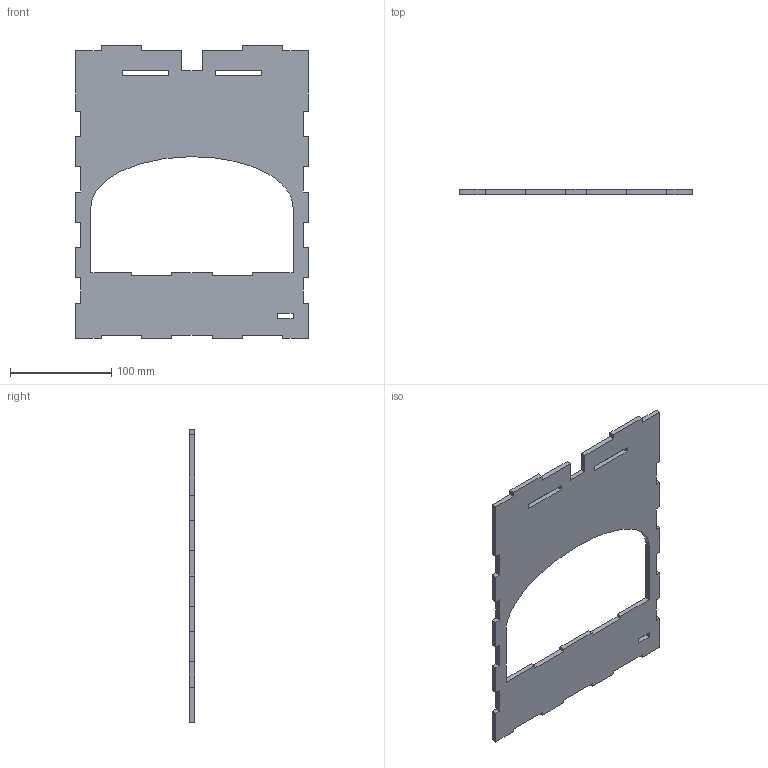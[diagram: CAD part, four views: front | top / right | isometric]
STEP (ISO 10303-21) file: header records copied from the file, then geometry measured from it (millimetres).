
FILE_DESCRIPTION(/* description */ (''),/* implementation_level */ '2;1');
FILE_NAME(/* name */ 'back v8.step',/* time_stamp */ '2022-02-27T23:25:07+00:00',/* author */ (''),/* organization */ (''),/* preprocessor_version */ 'ST-DEVELOPER v18.1',/* originating_system */ 'Autodesk Translation Framework v10.13.0.1454',/* authorisation */ '');
FILE_SCHEMA (('AUTOMOTIVE_DESIGN { 1 0 10303 214 3 1 1 }'));
Length unit declared in the file: millimetre
Products named in the file (1): back
Bounding box: 230 x 5 x 290 mm (x, y, z)
Volume: 212808.7 mm3; surface area: 95202.9 mm2
Topology: 1 solids, 1 shells, 86 faces, 252 edges, 168 vertices
Faces by surface type: plane 85, bspline 1
Entity records: 2852 total; most frequent: CARTESIAN_POINT 516, ORIENTED_EDGE 504, DIRECTION 426, EDGE_CURVE 252, LINE 250, VECTOR 250, VERTEX_POINT 168, EDGE_LOOP 94
